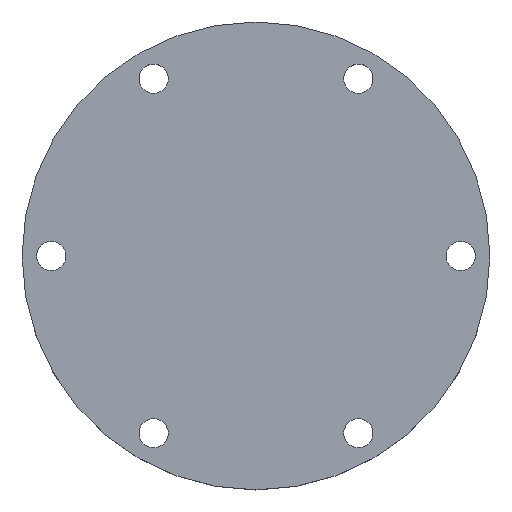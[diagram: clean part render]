
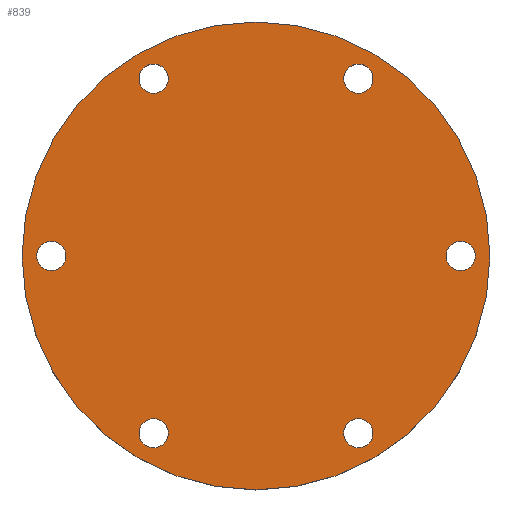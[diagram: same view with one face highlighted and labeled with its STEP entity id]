
A CAD part, top view. The second image highlights one B-rep face of the part: STEP entity #839.
In plain terms, the highlighted planar face has unit normal (0, 0, 1).
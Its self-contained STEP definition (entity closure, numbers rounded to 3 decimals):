
#3 = EDGE_CURVE ( 'NONE', #191, #1026, #936, .T. ) ;
#26 = CARTESIAN_POINT ( 'NONE',  ( 0., 0., 25. ) ) ;
#28 = DIRECTION ( 'NONE',  ( -1., 0., 0. ) ) ;
#58 = EDGE_CURVE ( 'NONE', #1083, #1072, #214, .T. ) ;
#66 = ORIENTED_EDGE ( 'NONE', *, *, #619, .T. ) ;
#87 = DIRECTION ( 'NONE',  ( 0.5, -0.866, 0. ) ) ;
#92 = CARTESIAN_POINT ( 'NONE',  ( 0., 0., 25. ) ) ;
#96 = AXIS2_PLACEMENT_3D ( 'NONE', #973, #412, #1183 ) ;
#115 = CARTESIAN_POINT ( 'NONE',  ( -65., 0., 25. ) ) ;
#119 = VERTEX_POINT ( 'NONE', #258 ) ;
#120 = EDGE_LOOP ( 'NONE', ( #796, #409 ) ) ;
#121 = CARTESIAN_POINT ( 'NONE',  ( 40., 60.622, 25. ) ) ;
#123 = DIRECTION ( 'NONE',  ( 0., 0., -1. ) ) ;
#133 = DIRECTION ( 'NONE',  ( -0.5, -0.866, 0. ) ) ;
#138 = AXIS2_PLACEMENT_3D ( 'NONE', #826, #1205, #633 ) ;
#157 = AXIS2_PLACEMENT_3D ( 'NONE', #501, #1165, #133 ) ;
#162 = CARTESIAN_POINT ( 'NONE',  ( 0., 0., 25. ) ) ;
#168 = CIRCLE ( 'NONE', #157, 5. ) ;
#170 = DIRECTION ( 'NONE',  ( 0., 0., 1. ) ) ;
#183 = FACE_BOUND ( 'NONE', #120, .T. ) ;
#184 = CIRCLE ( 'NONE', #1115, 5. ) ;
#186 = EDGE_CURVE ( 'NONE', #355, #498, #678, .T. ) ;
#188 = CARTESIAN_POINT ( 'NONE',  ( -35., 60.622, 25. ) ) ;
#191 = VERTEX_POINT ( 'NONE', #374 ) ;
#194 = VERTEX_POINT ( 'NONE', #748 ) ;
#212 = DIRECTION ( 'NONE',  ( -1., 0., 0. ) ) ;
#214 = CIRCLE ( 'NONE', #1007, 80. ) ;
#240 = EDGE_CURVE ( 'NONE', #1072, #1083, #1157, .T. ) ;
#254 = ORIENTED_EDGE ( 'NONE', *, *, #240, .T. ) ;
#258 = CARTESIAN_POINT ( 'NONE',  ( 65., 0., 25. ) ) ;
#273 = EDGE_CURVE ( 'NONE', #429, #419, #1187, .T. ) ;
#279 = ORIENTED_EDGE ( 'NONE', *, *, #776, .T. ) ;
#285 = DIRECTION ( 'NONE',  ( 0., 0., 1. ) ) ;
#286 = EDGE_CURVE ( 'NONE', #498, #355, #184, .T. ) ;
#302 = DIRECTION ( 'NONE',  ( 1., 0., 0. ) ) ;
#307 = ORIENTED_EDGE ( 'NONE', *, *, #3, .T. ) ;
#311 = FACE_BOUND ( 'NONE', #1105, .T. ) ;
#315 = CARTESIAN_POINT ( 'NONE',  ( -35., -60.622, 25. ) ) ;
#321 = ORIENTED_EDGE ( 'NONE', *, *, #575, .T. ) ;
#334 = DIRECTION ( 'NONE',  ( 0.5, 0.866, 0. ) ) ;
#339 = FACE_BOUND ( 'NONE', #1015, .T. ) ;
#344 = DIRECTION ( 'NONE',  ( 1., 0., 0. ) ) ;
#350 = VERTEX_POINT ( 'NONE', #115 ) ;
#355 = VERTEX_POINT ( 'NONE', #476 ) ;
#368 = FACE_BOUND ( 'NONE', #994, .T. ) ;
#371 = CIRCLE ( 'NONE', #775, 5. ) ;
#374 = CARTESIAN_POINT ( 'NONE',  ( -30., -60.622, 25. ) ) ;
#385 = AXIS2_PLACEMENT_3D ( 'NONE', #26, #418, #1070 ) ;
#399 = FACE_OUTER_BOUND ( 'NONE', #425, .T. ) ;
#404 = CARTESIAN_POINT ( 'NONE',  ( 35., 60.622, 25. ) ) ;
#406 = EDGE_CURVE ( 'NONE', #1139, #1024, #413, .T. ) ;
#409 = ORIENTED_EDGE ( 'NONE', *, *, #477, .T. ) ;
#412 = DIRECTION ( 'NONE',  ( 0., 0., -1. ) ) ;
#413 = CIRCLE ( 'NONE', #797, 5. ) ;
#417 = ORIENTED_EDGE ( 'NONE', *, *, #58, .T. ) ;
#418 = DIRECTION ( 'NONE',  ( 0., 0., 1. ) ) ;
#419 = VERTEX_POINT ( 'NONE', #684 ) ;
#425 = EDGE_LOOP ( 'NONE', ( #417, #254 ) ) ;
#429 = VERTEX_POINT ( 'NONE', #496 ) ;
#473 = EDGE_CURVE ( 'NONE', #119, #194, #1141, .T. ) ;
#474 = CIRCLE ( 'NONE', #976, 5. ) ;
#476 = CARTESIAN_POINT ( 'NONE',  ( -40., 60.622, 25. ) ) ;
#477 = EDGE_CURVE ( 'NONE', #194, #119, #371, .T. ) ;
#478 = DIRECTION ( 'NONE',  ( 0., 0., -1. ) ) ;
#481 = CARTESIAN_POINT ( 'NONE',  ( -30., 60.622, 25. ) ) ;
#496 = CARTESIAN_POINT ( 'NONE',  ( 40., -60.622, 25. ) ) ;
#498 = VERTEX_POINT ( 'NONE', #481 ) ;
#501 = CARTESIAN_POINT ( 'NONE',  ( 35., 60.622, 25. ) ) ;
#513 = AXIS2_PLACEMENT_3D ( 'NONE', #907, #1093, #334 ) ;
#535 = ORIENTED_EDGE ( 'NONE', *, *, #406, .T. ) ;
#570 = ORIENTED_EDGE ( 'NONE', *, *, #273, .T. ) ;
#575 = EDGE_CURVE ( 'NONE', #350, #833, #474, .T. ) ;
#578 = DIRECTION ( 'NONE',  ( -0.5, 0.866, 0. ) ) ;
#583 = CARTESIAN_POINT ( 'NONE',  ( -35., 60.622, 25. ) ) ;
#615 = DIRECTION ( 'NONE',  ( 0.5, 0.866, 0. ) ) ;
#619 = EDGE_CURVE ( 'NONE', #1024, #1139, #168, .T. ) ;
#622 = CARTESIAN_POINT ( 'NONE',  ( -75., 0., 25. ) ) ;
#633 = DIRECTION ( 'NONE',  ( -0.5, 0.866, 0. ) ) ;
#639 = AXIS2_PLACEMENT_3D ( 'NONE', #682, #123, #28 ) ;
#655 = FACE_BOUND ( 'NONE', #689, .T. ) ;
#663 = EDGE_CURVE ( 'NONE', #833, #350, #920, .T. ) ;
#665 = CARTESIAN_POINT ( 'NONE',  ( 70., 0., 25. ) ) ;
#678 = CIRCLE ( 'NONE', #824, 5. ) ;
#682 = CARTESIAN_POINT ( 'NONE',  ( 70., 0., 25. ) ) ;
#684 = CARTESIAN_POINT ( 'NONE',  ( 30., -60.622, 25. ) ) ;
#686 = DIRECTION ( 'NONE',  ( 0., 0., -1. ) ) ;
#688 = DIRECTION ( 'NONE',  ( 0., 0., -1. ) ) ;
#689 = EDGE_LOOP ( 'NONE', ( #279, #570 ) ) ;
#701 = DIRECTION ( 'NONE',  ( 0., 0., -1. ) ) ;
#746 = AXIS2_PLACEMENT_3D ( 'NONE', #315, #701, #615 ) ;
#748 = CARTESIAN_POINT ( 'NONE',  ( 75., 0., 25. ) ) ;
#758 = DIRECTION ( 'NONE',  ( 0., 0., -1. ) ) ;
#774 = CARTESIAN_POINT ( 'NONE',  ( -70., 0., 25. ) ) ;
#775 = AXIS2_PLACEMENT_3D ( 'NONE', #665, #778, #212 ) ;
#776 = EDGE_CURVE ( 'NONE', #419, #429, #1094, .T. ) ;
#778 = DIRECTION ( 'NONE',  ( 0., 0., -1. ) ) ;
#785 = DIRECTION ( 'NONE',  ( -0.5, -0.866, 0. ) ) ;
#796 = ORIENTED_EDGE ( 'NONE', *, *, #473, .T. ) ;
#797 = AXIS2_PLACEMENT_3D ( 'NONE', #404, #688, #785 ) ;
#820 = CARTESIAN_POINT ( 'NONE',  ( 30., 60.622, 25. ) ) ;
#824 = AXIS2_PLACEMENT_3D ( 'NONE', #188, #1221, #87 ) ;
#826 = CARTESIAN_POINT ( 'NONE',  ( 35., -60.622, 25. ) ) ;
#833 = VERTEX_POINT ( 'NONE', #622 ) ;
#839 = ADVANCED_FACE ( 'NONE', ( #1202, #368, #339, #311, #655, #183, #399 ), #1066, .T. ) ;
#845 = ORIENTED_EDGE ( 'NONE', *, *, #286, .T. ) ;
#868 = DIRECTION ( 'NONE',  ( 0.5, -0.866, 0. ) ) ;
#899 = AXIS2_PLACEMENT_3D ( 'NONE', #92, #285, #1130 ) ;
#907 = CARTESIAN_POINT ( 'NONE',  ( -35., -60.622, 25. ) ) ;
#920 = CIRCLE ( 'NONE', #96, 5. ) ;
#922 = CARTESIAN_POINT ( 'NONE',  ( -40., -60.622, 25. ) ) ;
#936 = CIRCLE ( 'NONE', #513, 5. ) ;
#943 = EDGE_LOOP ( 'NONE', ( #535, #66 ) ) ;
#969 = CARTESIAN_POINT ( 'NONE',  ( 35., -60.622, 25. ) ) ;
#971 = ORIENTED_EDGE ( 'NONE', *, *, #663, .T. ) ;
#972 = CIRCLE ( 'NONE', #746, 5. ) ;
#973 = CARTESIAN_POINT ( 'NONE',  ( -70., 0., 25. ) ) ;
#976 = AXIS2_PLACEMENT_3D ( 'NONE', #774, #686, #302 ) ;
#994 = EDGE_LOOP ( 'NONE', ( #1164, #845 ) ) ;
#998 = EDGE_CURVE ( 'NONE', #1026, #191, #972, .T. ) ;
#1007 = AXIS2_PLACEMENT_3D ( 'NONE', #162, #170, #344 ) ;
#1015 = EDGE_LOOP ( 'NONE', ( #971, #321 ) ) ;
#1024 = VERTEX_POINT ( 'NONE', #121 ) ;
#1026 = VERTEX_POINT ( 'NONE', #922 ) ;
#1066 = PLANE ( 'NONE',  #385 ) ;
#1070 = DIRECTION ( 'NONE',  ( 1., 0., 0. ) ) ;
#1072 = VERTEX_POINT ( 'NONE', #1175 ) ;
#1083 = VERTEX_POINT ( 'NONE', #1159 ) ;
#1093 = DIRECTION ( 'NONE',  ( 0., 0., -1. ) ) ;
#1094 = CIRCLE ( 'NONE', #138, 5. ) ;
#1105 = EDGE_LOOP ( 'NONE', ( #1121, #307 ) ) ;
#1115 = AXIS2_PLACEMENT_3D ( 'NONE', #583, #478, #868 ) ;
#1121 = ORIENTED_EDGE ( 'NONE', *, *, #998, .T. ) ;
#1130 = DIRECTION ( 'NONE',  ( 1., 0., 0. ) ) ;
#1137 = AXIS2_PLACEMENT_3D ( 'NONE', #969, #758, #578 ) ;
#1139 = VERTEX_POINT ( 'NONE', #820 ) ;
#1141 = CIRCLE ( 'NONE', #639, 5. ) ;
#1157 = CIRCLE ( 'NONE', #899, 80. ) ;
#1159 = CARTESIAN_POINT ( 'NONE',  ( -80., 0., 25. ) ) ;
#1164 = ORIENTED_EDGE ( 'NONE', *, *, #186, .T. ) ;
#1165 = DIRECTION ( 'NONE',  ( 0., 0., -1. ) ) ;
#1175 = CARTESIAN_POINT ( 'NONE',  ( 80., 0., 25. ) ) ;
#1183 = DIRECTION ( 'NONE',  ( 1., 0., 0. ) ) ;
#1187 = CIRCLE ( 'NONE', #1137, 5. ) ;
#1202 = FACE_BOUND ( 'NONE', #943, .T. ) ;
#1205 = DIRECTION ( 'NONE',  ( 0., 0., -1. ) ) ;
#1221 = DIRECTION ( 'NONE',  ( 0., 0., -1. ) ) ;
